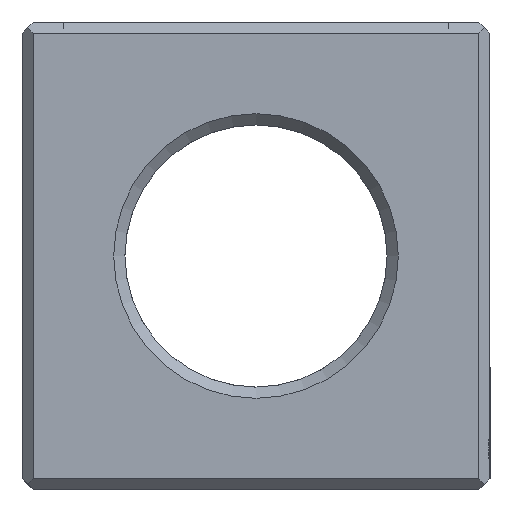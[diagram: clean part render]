
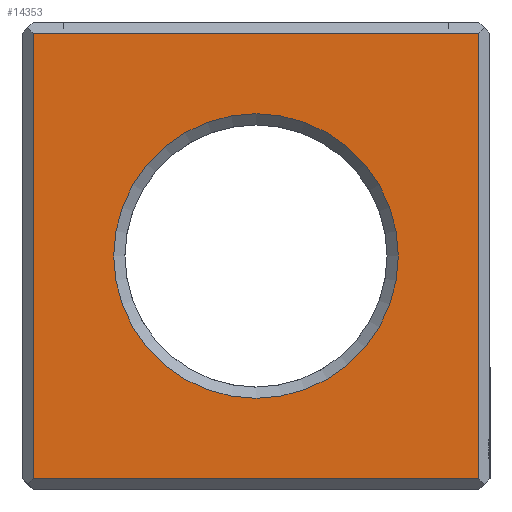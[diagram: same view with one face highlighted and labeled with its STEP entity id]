
A CAD part, left-side view. The second image highlights one B-rep face of the part: STEP entity #14353.
In plain terms, the highlighted planar face has unit normal (-1, 0, 0).
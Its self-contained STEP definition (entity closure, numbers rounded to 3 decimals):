
#72 = PLANE('',#73);
#73 = AXIS2_PLACEMENT_3D('',#74,#75,#76);
#74 = CARTESIAN_POINT('',(0.,0.,0.3));
#75 = DIRECTION('',(-0.707,0.,-0.707));
#76 = DIRECTION('',(0.707,0.,-0.707));
#887 = PLANE('',#888);
#888 = AXIS2_PLACEMENT_3D('',#889,#890,#891);
#889 = CARTESIAN_POINT('',(0.3,12.5,0.));
#890 = DIRECTION('',(0.707,-0.707,0.));
#891 = DIRECTION('',(-0.707,-0.707,0.));
#1118 = PLANE('',#1119);
#1119 = AXIS2_PLACEMENT_3D('',#1120,#1121,#1122);
#1120 = CARTESIAN_POINT('',(0.3,0.,0.));
#1121 = DIRECTION('',(-0.707,-0.707,0.));
#1122 = DIRECTION('',(-0.707,0.707,0.));
#1186 = VERTEX_POINT('',#1187);
#1187 = CARTESIAN_POINT('',(0.,0.3,0.3));
#1208 = EDGE_CURVE('',#1186,#1209,#1211,.T.);
#1209 = VERTEX_POINT('',#1210);
#1210 = CARTESIAN_POINT('',(0.,12.2,0.3));
#1211 = SURFACE_CURVE('',#1212,(#1216,#1223),.PCURVE_S1.);
#1212 = LINE('',#1213,#1214);
#1213 = CARTESIAN_POINT('',(0.,0.,0.3));
#1214 = VECTOR('',#1215,1.);
#1215 = DIRECTION('',(0.,1.,0.));
#1216 = PCURVE('',#72,#1217);
#1217 = DEFINITIONAL_REPRESENTATION('',(#1218),#1222);
#1218 = LINE('',#1219,#1220);
#1219 = CARTESIAN_POINT('',(0.,-0.));
#1220 = VECTOR('',#1221,1.);
#1221 = DIRECTION('',(0.,-1.));
#1222 = ( GEOMETRIC_REPRESENTATION_CONTEXT(2) 
PARAMETRIC_REPRESENTATION_CONTEXT() REPRESENTATION_CONTEXT('2D SPACE',''
  ) );
#1223 = PCURVE('',#1224,#1229);
#1224 = PLANE('',#1225);
#1225 = AXIS2_PLACEMENT_3D('',#1226,#1227,#1228);
#1226 = CARTESIAN_POINT('',(0.,12.5,0.));
#1227 = DIRECTION('',(1.,0.,0.));
#1228 = DIRECTION('',(0.,-1.,0.));
#1229 = DEFINITIONAL_REPRESENTATION('',(#1230),#1234);
#1230 = LINE('',#1231,#1232);
#1231 = CARTESIAN_POINT('',(12.5,-0.3));
#1232 = VECTOR('',#1233,1.);
#1233 = DIRECTION('',(-1.,0.));
#1234 = ( GEOMETRIC_REPRESENTATION_CONTEXT(2) 
PARAMETRIC_REPRESENTATION_CONTEXT() REPRESENTATION_CONTEXT('2D SPACE',''
  ) );
#3161 = VERTEX_POINT('',#3162);
#3162 = CARTESIAN_POINT('',(0.,12.2,12.2));
#3176 = PLANE('',#3177);
#3177 = AXIS2_PLACEMENT_3D('',#3178,#3179,#3180);
#3178 = CARTESIAN_POINT('',(0.3,0.,12.5));
#3179 = DIRECTION('',(-0.707,0.,0.707));
#3180 = DIRECTION('',(-0.707,0.,-0.707));
#3188 = EDGE_CURVE('',#1209,#3161,#3189,.T.);
#3189 = SURFACE_CURVE('',#3190,(#3194,#3201),.PCURVE_S1.);
#3190 = LINE('',#3191,#3192);
#3191 = CARTESIAN_POINT('',(0.,12.2,0.));
#3192 = VECTOR('',#3193,1.);
#3193 = DIRECTION('',(0.,0.,1.));
#3194 = PCURVE('',#887,#3195);
#3195 = DEFINITIONAL_REPRESENTATION('',(#3196),#3200);
#3196 = LINE('',#3197,#3198);
#3197 = CARTESIAN_POINT('',(0.424,0.));
#3198 = VECTOR('',#3199,1.);
#3199 = DIRECTION('',(0.,-1.));
#3200 = ( GEOMETRIC_REPRESENTATION_CONTEXT(2) 
PARAMETRIC_REPRESENTATION_CONTEXT() REPRESENTATION_CONTEXT('2D SPACE',''
  ) );
#3201 = PCURVE('',#1224,#3202);
#3202 = DEFINITIONAL_REPRESENTATION('',(#3203),#3207);
#3203 = LINE('',#3204,#3205);
#3204 = CARTESIAN_POINT('',(0.3,0.));
#3205 = VECTOR('',#3206,1.);
#3206 = DIRECTION('',(0.,-1.));
#3207 = ( GEOMETRIC_REPRESENTATION_CONTEXT(2) 
PARAMETRIC_REPRESENTATION_CONTEXT() REPRESENTATION_CONTEXT('2D SPACE',''
  ) );
#14310 = VERTEX_POINT('',#14311);
#14311 = CARTESIAN_POINT('',(0.,0.3,12.2));
#14332 = EDGE_CURVE('',#1186,#14310,#14333,.T.);
#14333 = SURFACE_CURVE('',#14334,(#14338,#14345),.PCURVE_S1.);
#14334 = LINE('',#14335,#14336);
#14335 = CARTESIAN_POINT('',(0.,0.3,0.));
#14336 = VECTOR('',#14337,1.);
#14337 = DIRECTION('',(0.,0.,1.));
#14338 = PCURVE('',#1118,#14339);
#14339 = DEFINITIONAL_REPRESENTATION('',(#14340),#14344);
#14340 = LINE('',#14341,#14342);
#14341 = CARTESIAN_POINT('',(0.424,0.));
#14342 = VECTOR('',#14343,1.);
#14343 = DIRECTION('',(0.,-1.));
#14344 = ( GEOMETRIC_REPRESENTATION_CONTEXT(2) 
PARAMETRIC_REPRESENTATION_CONTEXT() REPRESENTATION_CONTEXT('2D SPACE',''
  ) );
#14345 = PCURVE('',#1224,#14346);
#14346 = DEFINITIONAL_REPRESENTATION('',(#14347),#14351);
#14347 = LINE('',#14348,#14349);
#14348 = CARTESIAN_POINT('',(12.2,0.));
#14349 = VECTOR('',#14350,1.);
#14350 = DIRECTION('',(0.,-1.));
#14351 = ( GEOMETRIC_REPRESENTATION_CONTEXT(2) 
PARAMETRIC_REPRESENTATION_CONTEXT() REPRESENTATION_CONTEXT('2D SPACE',''
  ) );
#14353 = ADVANCED_FACE('',(#14354,#14380),#1224,.F.);
#14354 = FACE_BOUND('',#14355,.F.);
#14355 = EDGE_LOOP('',(#14356,#14357,#14358,#14359));
#14356 = ORIENTED_EDGE('',*,*,#14332,.F.);
#14357 = ORIENTED_EDGE('',*,*,#1208,.T.);
#14358 = ORIENTED_EDGE('',*,*,#3188,.T.);
#14359 = ORIENTED_EDGE('',*,*,#14360,.F.);
#14360 = EDGE_CURVE('',#14310,#3161,#14361,.T.);
#14361 = SURFACE_CURVE('',#14362,(#14366,#14373),.PCURVE_S1.);
#14362 = LINE('',#14363,#14364);
#14363 = CARTESIAN_POINT('',(0.,0.,12.2));
#14364 = VECTOR('',#14365,1.);
#14365 = DIRECTION('',(0.,1.,0.));
#14366 = PCURVE('',#1224,#14367);
#14367 = DEFINITIONAL_REPRESENTATION('',(#14368),#14372);
#14368 = LINE('',#14369,#14370);
#14369 = CARTESIAN_POINT('',(12.5,-12.2));
#14370 = VECTOR('',#14371,1.);
#14371 = DIRECTION('',(-1.,0.));
#14372 = ( GEOMETRIC_REPRESENTATION_CONTEXT(2) 
PARAMETRIC_REPRESENTATION_CONTEXT() REPRESENTATION_CONTEXT('2D SPACE',''
  ) );
#14373 = PCURVE('',#3176,#14374);
#14374 = DEFINITIONAL_REPRESENTATION('',(#14375),#14379);
#14375 = LINE('',#14376,#14377);
#14376 = CARTESIAN_POINT('',(0.424,0.));
#14377 = VECTOR('',#14378,1.);
#14378 = DIRECTION('',(0.,-1.));
#14379 = ( GEOMETRIC_REPRESENTATION_CONTEXT(2) 
PARAMETRIC_REPRESENTATION_CONTEXT() REPRESENTATION_CONTEXT('2D SPACE',''
  ) );
#14380 = FACE_BOUND('',#14381,.F.);
#14381 = EDGE_LOOP('',(#14382));
#14382 = ORIENTED_EDGE('',*,*,#14383,.T.);
#14383 = EDGE_CURVE('',#14384,#14384,#14386,.T.);
#14384 = VERTEX_POINT('',#14385);
#14385 = CARTESIAN_POINT('',(0.,2.45,6.25));
#14386 = SURFACE_CURVE('',#14387,(#14392,#14403),.PCURVE_S1.);
#14387 = CIRCLE('',#14388,3.8);
#14388 = AXIS2_PLACEMENT_3D('',#14389,#14390,#14391);
#14389 = CARTESIAN_POINT('',(0.,6.25,6.25));
#14390 = DIRECTION('',(-1.,0.,0.));
#14391 = DIRECTION('',(0.,-1.,0.));
#14392 = PCURVE('',#1224,#14393);
#14393 = DEFINITIONAL_REPRESENTATION('',(#14394),#14402);
#14394 = ( BOUNDED_CURVE() B_SPLINE_CURVE(2,(#14395,#14396,#14397,#14398
    ,#14399,#14400,#14401),.UNSPECIFIED.,.T.,.F.) 
B_SPLINE_CURVE_WITH_KNOTS((1,2,2,2,2,1),(-2.094,0.,
    2.094,4.189,6.283,8.378),
.UNSPECIFIED.) CURVE() GEOMETRIC_REPRESENTATION_ITEM() 
RATIONAL_B_SPLINE_CURVE((1.,0.5,1.,0.5,1.,0.5,1.)) REPRESENTATION_ITEM(
  '') );
#14395 = CARTESIAN_POINT('',(10.05,-6.25));
#14396 = CARTESIAN_POINT('',(10.05,-12.832));
#14397 = CARTESIAN_POINT('',(4.35,-9.541));
#14398 = CARTESIAN_POINT('',(-1.35,-6.25));
#14399 = CARTESIAN_POINT('',(4.35,-2.959));
#14400 = CARTESIAN_POINT('',(10.05,0.332));
#14401 = CARTESIAN_POINT('',(10.05,-6.25));
#14402 = ( GEOMETRIC_REPRESENTATION_CONTEXT(2) 
PARAMETRIC_REPRESENTATION_CONTEXT() REPRESENTATION_CONTEXT('2D SPACE',''
  ) );
#14403 = PCURVE('',#14404,#14409);
#14404 = CONICAL_SURFACE('',#14405,3.5,0.785);
#14405 = AXIS2_PLACEMENT_3D('',#14406,#14407,#14408);
#14406 = CARTESIAN_POINT('',(0.3,6.25,6.25));
#14407 = DIRECTION('',(-1.,-0.,-0.));
#14408 = DIRECTION('',(0.,-1.,0.));
#14409 = DEFINITIONAL_REPRESENTATION('',(#14410),#14414);
#14410 = LINE('',#14411,#14412);
#14411 = CARTESIAN_POINT('',(-0.,0.3));
#14412 = VECTOR('',#14413,1.);
#14413 = DIRECTION('',(1.,-0.));
#14414 = ( GEOMETRIC_REPRESENTATION_CONTEXT(2) 
PARAMETRIC_REPRESENTATION_CONTEXT() REPRESENTATION_CONTEXT('2D SPACE',''
  ) );
